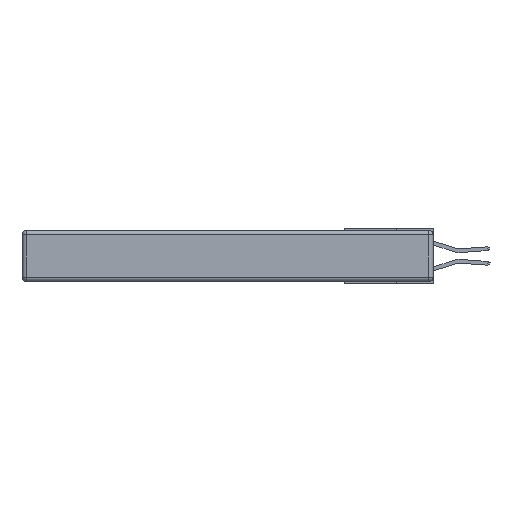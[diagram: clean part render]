
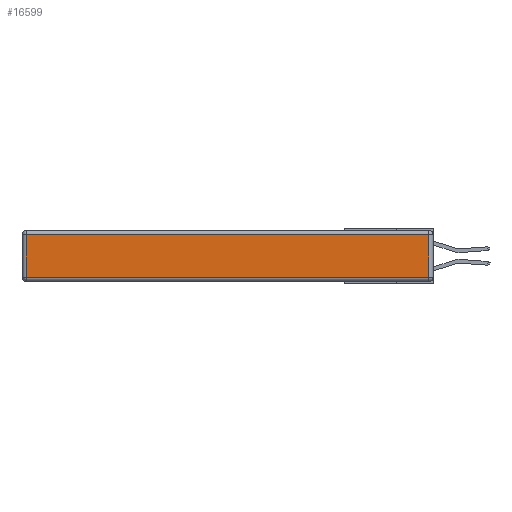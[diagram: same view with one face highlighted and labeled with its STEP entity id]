
A CAD part, left-side view. The second image highlights one B-rep face of the part: STEP entity #16599.
In plain terms, the highlighted planar face has unit normal (-1, 0, 0).
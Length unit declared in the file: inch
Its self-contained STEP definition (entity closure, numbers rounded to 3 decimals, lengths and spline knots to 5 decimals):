
#1008 = VERTEX_POINT ( 'NONE', #10896 ) ;
#1131 = VECTOR ( 'NONE', #20190, 39.37008 ) ;
#1302 = AXIS2_PLACEMENT_3D ( 'NONE', #13649, #11848, #3454 ) ;
#2546 = CARTESIAN_POINT ( 'NONE',  ( 0., 0.03, -0.03 ) ) ;
#2690 = EDGE_CURVE ( 'NONE', #4108, #1008, #20807, .T. ) ;
#3326 = ORIENTED_EDGE ( 'NONE', *, *, #16417, .T. ) ;
#3342 = VERTEX_POINT ( 'NONE', #2546 ) ;
#3454 = DIRECTION ( 'NONE',  ( 0., 0., 1. ) ) ;
#3628 = FACE_OUTER_BOUND ( 'NONE', #9004, .T. ) ;
#4108 = VERTEX_POINT ( 'NONE', #12744 ) ;
#5131 = EDGE_CURVE ( 'NONE', #1008, #3342, #18535, .T. ) ;
#7306 = CARTESIAN_POINT ( 'NONE',  ( 0., 2.75, -0.03 ) ) ;
#8357 = VECTOR ( 'NONE', #11134, 39.37008 ) ;
#9004 = EDGE_LOOP ( 'NONE', ( #18791, #14919, #3326, #17581 ) ) ;
#10466 = LINE ( 'NONE', #7306, #20551 ) ;
#10777 = DIRECTION ( 'NONE',  ( 0., 1., 0. ) ) ;
#10896 = CARTESIAN_POINT ( 'NONE',  ( 0., 0.03, -0.313 ) ) ;
#11134 = DIRECTION ( 'NONE',  ( 0., -1., 0. ) ) ;
#11848 = DIRECTION ( 'NONE',  ( -1., 0., 0. ) ) ;
#12744 = CARTESIAN_POINT ( 'NONE',  ( 0., 2.72, -0.313 ) ) ;
#13649 = CARTESIAN_POINT ( 'NONE',  ( 0., 0., -0.343 ) ) ;
#14919 = ORIENTED_EDGE ( 'NONE', *, *, #5131, .T. ) ;
#16417 = EDGE_CURVE ( 'NONE', #3342, #19673, #10466, .T. ) ;
#16599 = ADVANCED_FACE ( 'NONE', ( #3628 ), #16805, .T. ) ;
#16805 = PLANE ( 'NONE',  #1302 ) ;
#17303 = EDGE_CURVE ( 'NONE', #19673, #4108, #17322, .T. ) ;
#17322 = LINE ( 'NONE', #20962, #17847 ) ;
#17473 = DIRECTION ( 'NONE',  ( 0., 0., -1. ) ) ;
#17581 = ORIENTED_EDGE ( 'NONE', *, *, #17303, .T. ) ;
#17847 = VECTOR ( 'NONE', #17473, 39.37008 ) ;
#18247 = CARTESIAN_POINT ( 'NONE',  ( 0., 0., -0.313 ) ) ;
#18465 = CARTESIAN_POINT ( 'NONE',  ( 0., 0.03, -0.343 ) ) ;
#18535 = LINE ( 'NONE', #18465, #1131 ) ;
#18791 = ORIENTED_EDGE ( 'NONE', *, *, #2690, .T. ) ;
#19673 = VERTEX_POINT ( 'NONE', #20552 ) ;
#20190 = DIRECTION ( 'NONE',  ( 0., 0., 1. ) ) ;
#20551 = VECTOR ( 'NONE', #10777, 39.37008 ) ;
#20552 = CARTESIAN_POINT ( 'NONE',  ( 0., 2.72, -0.03 ) ) ;
#20807 = LINE ( 'NONE', #18247, #8357 ) ;
#20962 = CARTESIAN_POINT ( 'NONE',  ( 0., 2.72, -0.343 ) ) ;
